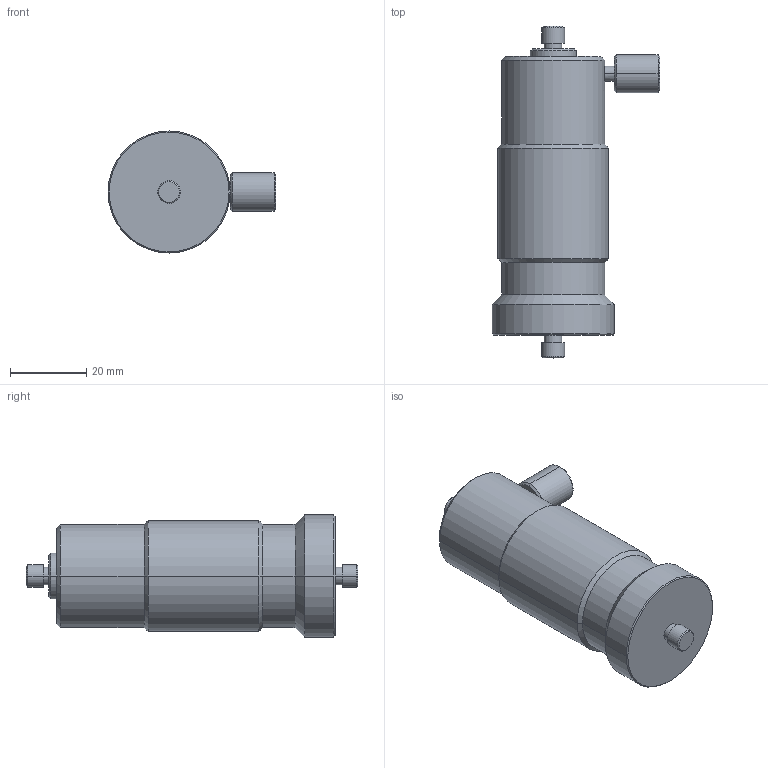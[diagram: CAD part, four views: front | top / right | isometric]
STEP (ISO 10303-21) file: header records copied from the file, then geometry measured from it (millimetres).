
FILE_DESCRIPTION (( 'STEP AP203' ), '1' );
FILE_NAME ('GCM-0103M 俋倰芞.STEP', '2017-01-25T08:41:09', ( 'Lxtx999.CoM' ), ( 'Lxtx999.CoM' ), 'SwSTEP 2.0', 'SolidWorks 2012', '' );
FILE_SCHEMA (( 'CONFIG_CONTROL_DESIGN' ));
Length unit declared in the file: millimetre
Products named in the file (1): GCM-0103M 俋倰芞
Bounding box: 44 x 87 x 32 mm (x, y, z)
Volume: 47867.1 mm3; surface area: 14253.2 mm2
Topology: 1 solids, 1 shells, 59 faces, 125 edges, 74 vertices
Faces by surface type: cylinder 26, cone 22, plane 11
Entity records: 1808 total; most frequent: CARTESIAN_POINT 437, DIRECTION 295, ORIENTED_EDGE 250, EDGE_CURVE 125, AXIS2_PLACEMENT_3D 122, VERTEX_POINT 74, EDGE_LOOP 65, CIRCLE 62
